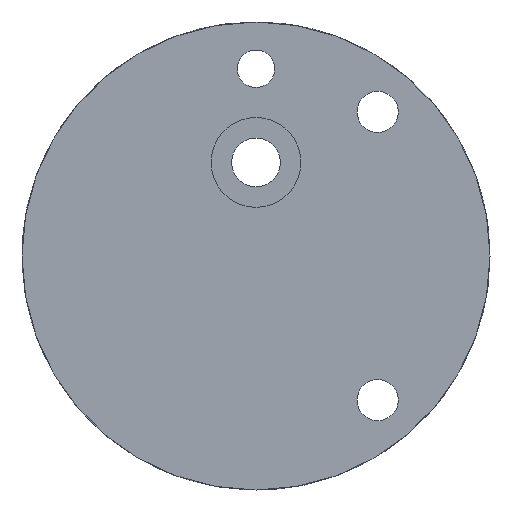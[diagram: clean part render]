
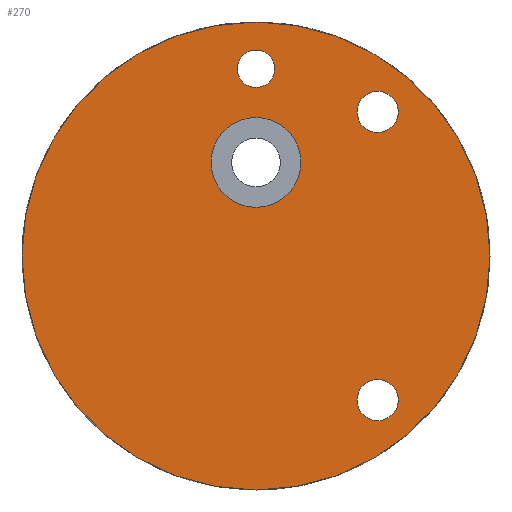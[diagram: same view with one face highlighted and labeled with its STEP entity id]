
A CAD part, left-side view. The second image highlights one B-rep face of the part: STEP entity #270.
In plain terms, the highlighted planar face has unit normal (-1, 0, 0).
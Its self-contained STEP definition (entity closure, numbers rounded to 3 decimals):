
#22=FACE_BOUND('',#65,.T.);
#23=FACE_BOUND('',#66,.T.);
#24=FACE_BOUND('',#67,.T.);
#25=FACE_BOUND('',#68,.T.);
#31=PLANE('',#325);
#45=FACE_OUTER_BOUND('',#64,.T.);
#64=EDGE_LOOP('',(#228));
#65=EDGE_LOOP('',(#229));
#66=EDGE_LOOP('',(#230));
#67=EDGE_LOOP('',(#231));
#68=EDGE_LOOP('',(#232));
#97=CIRCLE('',#295,2.4);
#111=CIRCLE('',#317,1.1);
#112=CIRCLE('',#319,1.1);
#113=CIRCLE('',#321,1.);
#114=CIRCLE('',#324,12.5);
#116=VERTEX_POINT('',#411);
#133=VERTEX_POINT('',#459);
#134=VERTEX_POINT('',#463);
#135=VERTEX_POINT('',#467);
#136=VERTEX_POINT('',#473);
#137=EDGE_CURVE('',#116,#116,#97,.T.);
#160=EDGE_CURVE('',#133,#133,#111,.T.);
#162=EDGE_CURVE('',#134,#134,#112,.T.);
#164=EDGE_CURVE('',#135,#135,#113,.T.);
#167=EDGE_CURVE('',#136,#136,#114,.T.);
#228=ORIENTED_EDGE('',*,*,#167,.F.);
#229=ORIENTED_EDGE('',*,*,#137,.F.);
#230=ORIENTED_EDGE('',*,*,#164,.F.);
#231=ORIENTED_EDGE('',*,*,#162,.F.);
#232=ORIENTED_EDGE('',*,*,#160,.F.);
#270=ADVANCED_FACE('',(#45,#22,#23,#24,#25),#31,.T.);
#295=AXIS2_PLACEMENT_3D('',#412,#331,#332);
#317=AXIS2_PLACEMENT_3D('',#460,#384,#385);
#319=AXIS2_PLACEMENT_3D('',#464,#389,#390);
#321=AXIS2_PLACEMENT_3D('',#468,#394,#395);
#324=AXIS2_PLACEMENT_3D('',#474,#402,#403);
#325=AXIS2_PLACEMENT_3D('',#476,#405,#406);
#331=DIRECTION('center_axis',(-1.,0.,0.));
#332=DIRECTION('ref_axis',(0.,0.,-1.));
#384=DIRECTION('center_axis',(-1.,0.,0.));
#385=DIRECTION('ref_axis',(0.,-1.,0.));
#389=DIRECTION('center_axis',(-1.,0.,0.));
#390=DIRECTION('ref_axis',(0.,-1.,0.));
#394=DIRECTION('center_axis',(-1.,0.,0.));
#395=DIRECTION('ref_axis',(0.,-1.,0.));
#402=DIRECTION('center_axis',(1.,0.,0.));
#403=DIRECTION('ref_axis',(0.,1.,0.));
#405=DIRECTION('center_axis',(-1.,0.,0.));
#406=DIRECTION('ref_axis',(0.,0.,1.));
#411=CARTESIAN_POINT('',(-2.,0.,7.4));
#412=CARTESIAN_POINT('Origin',(-2.,0.,5.));
#459=CARTESIAN_POINT('',(-2.,-5.4,7.7));
#460=CARTESIAN_POINT('Origin',(-2.,-6.5,7.7));
#463=CARTESIAN_POINT('',(-2.,-5.4,-7.7));
#464=CARTESIAN_POINT('Origin',(-2.,-6.5,-7.7));
#467=CARTESIAN_POINT('',(-2.,1.,10.));
#468=CARTESIAN_POINT('Origin',(-2.,0.,10.));
#473=CARTESIAN_POINT('',(-2.,-12.5,0.));
#474=CARTESIAN_POINT('Origin',(-2.,0.,0.));
#476=CARTESIAN_POINT('Origin',(-2.,0.,0.));
